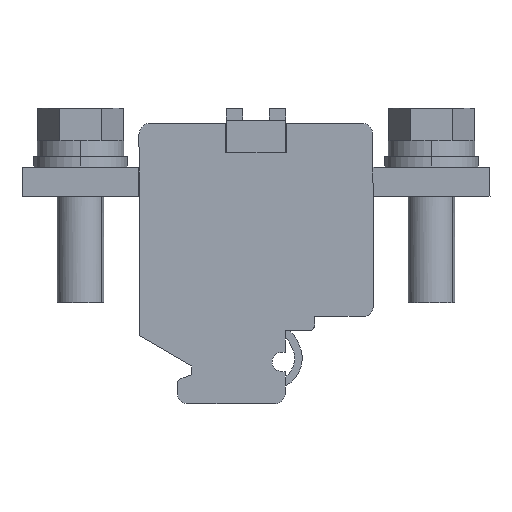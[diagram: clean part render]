
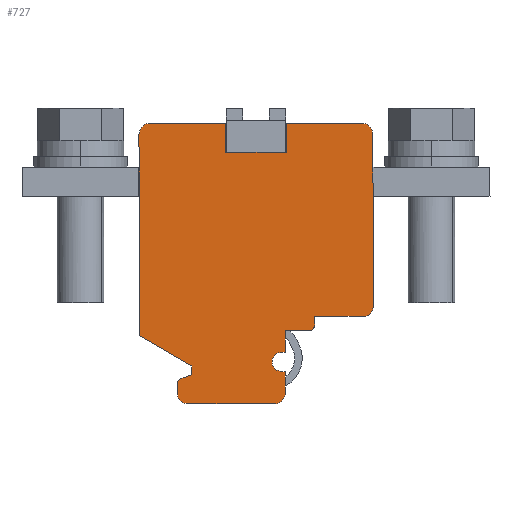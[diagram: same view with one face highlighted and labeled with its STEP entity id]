
A CAD part, left-side view. The second image highlights one B-rep face of the part: STEP entity #727.
In plain terms, the highlighted planar face has unit normal (-1, 0, 0).
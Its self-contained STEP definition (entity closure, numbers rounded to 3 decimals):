
#507=AXIS2_PLACEMENT_3D('Plane Axis2P3D',#504,#505,#506) ;
#525=AXIS2_PLACEMENT_3D('Circle Axis2P3D',#523,#524,$) ;
#560=AXIS2_PLACEMENT_3D('Circle Axis2P3D',#558,#559,$) ;
#574=AXIS2_PLACEMENT_3D('Circle Axis2P3D',#572,#573,$) ;
#588=AXIS2_PLACEMENT_3D('Circle Axis2P3D',#586,#587,$) ;
#623=AXIS2_PLACEMENT_3D('Circle Axis2P3D',#621,#622,$) ;
#651=AXIS2_PLACEMENT_3D('Circle Axis2P3D',#649,#650,$) ;
#672=AXIS2_PLACEMENT_3D('Circle Axis2P3D',#670,#671,$) ;
#686=AXIS2_PLACEMENT_3D('Circle Axis2P3D',#684,#685,$) ;
#317=CARTESIAN_POINT('Vertex',(0.,45.15,43.)) ;
#322=CARTESIAN_POINT('Line Origine',(0.,40.,43.)) ;
#326=CARTESIAN_POINT('Vertex',(0.,34.85,43.)) ;
#482=CARTESIAN_POINT('Vertex',(0.,45.15,48.)) ;
#487=CARTESIAN_POINT('Line Origine',(0.,45.15,45.5)) ;
#504=CARTESIAN_POINT('Axis2P3D Location',(0.,0.,0.)) ;
#509=CARTESIAN_POINT('Line Origine',(0.,34.85,45.5)) ;
#513=CARTESIAN_POINT('Vertex',(0.,34.85,48.)) ;
#516=CARTESIAN_POINT('Line Origine',(0.,51.575,48.)) ;
#520=CARTESIAN_POINT('Vertex',(0.,58.,48.)) ;
#523=CARTESIAN_POINT('Axis2P3D Location',(0.,58.,46.)) ;
#527=CARTESIAN_POINT('Vertex',(0.,60.,46.)) ;
#530=CARTESIAN_POINT('Line Origine',(0.,60.,28.848)) ;
#534=CARTESIAN_POINT('Vertex',(0.,60.,11.696)) ;
#537=CARTESIAN_POINT('Line Origine',(0.,55.5,9.098)) ;
#541=CARTESIAN_POINT('Vertex',(0.,51.,6.5)) ;
#544=CARTESIAN_POINT('Line Origine',(0.,51.,5.75)) ;
#548=CARTESIAN_POINT('Vertex',(0.,51.,5.)) ;
#551=CARTESIAN_POINT('Line Origine',(0.,51.921,4.665)) ;
#555=CARTESIAN_POINT('Vertex',(0.,52.842,4.33)) ;
#558=CARTESIAN_POINT('Axis2P3D Location',(0.,52.5,3.39)) ;
#562=CARTESIAN_POINT('Vertex',(0.,53.5,3.39)) ;
#565=CARTESIAN_POINT('Line Origine',(0.,53.5,2.695)) ;
#569=CARTESIAN_POINT('Vertex',(0.,53.5,2.)) ;
#572=CARTESIAN_POINT('Axis2P3D Location',(0.,51.5,2.)) ;
#576=CARTESIAN_POINT('Vertex',(0.,51.5,0.)) ;
#579=CARTESIAN_POINT('Line Origine',(0.,44.25,0.)) ;
#583=CARTESIAN_POINT('Vertex',(0.,37.,0.)) ;
#586=CARTESIAN_POINT('Axis2P3D Location',(0.,37.,2.)) ;
#590=CARTESIAN_POINT('Vertex',(0.,35.,2.)) ;
#593=CARTESIAN_POINT('Line Origine',(0.,35.,2.537)) ;
#597=CARTESIAN_POINT('Vertex',(0.,35.,3.075)) ;
#600=CARTESIAN_POINT('Line Origine',(0.,35.,3.837)) ;
#604=CARTESIAN_POINT('Vertex',(0.,35.,4.6)) ;
#607=CARTESIAN_POINT('Line Origine',(0.,35.,5.075)) ;
#611=CARTESIAN_POINT('Vertex',(0.,35.,5.55)) ;
#614=CARTESIAN_POINT('Line Origine',(0.,35.3,5.55)) ;
#618=CARTESIAN_POINT('Vertex',(0.,35.6,5.55)) ;
#621=CARTESIAN_POINT('Axis2P3D Location',(0.,35.6,7.2)) ;
#625=CARTESIAN_POINT('Vertex',(0.,35.6,8.85)) ;
#628=CARTESIAN_POINT('Line Origine',(0.,35.3,8.85)) ;
#632=CARTESIAN_POINT('Vertex',(0.,35.,8.85)) ;
#635=CARTESIAN_POINT('Line Origine',(0.,35.,10.675)) ;
#639=CARTESIAN_POINT('Vertex',(0.,35.,12.5)) ;
#642=CARTESIAN_POINT('Line Origine',(0.,33.,12.5)) ;
#646=CARTESIAN_POINT('Vertex',(0.,31.,12.5)) ;
#649=CARTESIAN_POINT('Axis2P3D Location',(0.,31.,13.5)) ;
#653=CARTESIAN_POINT('Vertex',(0.,30.,13.5)) ;
#656=CARTESIAN_POINT('Line Origine',(0.,30.,14.25)) ;
#660=CARTESIAN_POINT('Vertex',(0.,30.,15.)) ;
#663=CARTESIAN_POINT('Line Origine',(0.,25.75,15.)) ;
#667=CARTESIAN_POINT('Vertex',(0.,21.5,15.)) ;
#670=CARTESIAN_POINT('Axis2P3D Location',(0.,21.5,16.5)) ;
#674=CARTESIAN_POINT('Vertex',(0.,20.,16.5)) ;
#677=CARTESIAN_POINT('Line Origine',(0.,20.,31.25)) ;
#681=CARTESIAN_POINT('Vertex',(0.,20.,46.)) ;
#684=CARTESIAN_POINT('Axis2P3D Location',(0.,22.,46.)) ;
#688=CARTESIAN_POINT('Vertex',(0.,22.,48.)) ;
#691=CARTESIAN_POINT('Line Origine',(0.,28.425,48.)) ;
#323=DIRECTION('Vector Direction',(0.,-1.,0.)) ;
#488=DIRECTION('Vector Direction',(0.,0.,1.)) ;
#505=DIRECTION('Axis2P3D Direction',(1.,0.,0.)) ;
#506=DIRECTION('Axis2P3D XDirection',(0.,1.,0.)) ;
#510=DIRECTION('Vector Direction',(0.,0.,1.)) ;
#517=DIRECTION('Vector Direction',(0.,-1.,0.)) ;
#524=DIRECTION('Axis2P3D Direction',(1.,0.,0.)) ;
#531=DIRECTION('Vector Direction',(0.,0.,1.)) ;
#538=DIRECTION('Vector Direction',(0.,0.866,0.5)) ;
#545=DIRECTION('Vector Direction',(0.,0.,1.)) ;
#552=DIRECTION('Vector Direction',(0.,-0.94,0.342)) ;
#559=DIRECTION('Axis2P3D Direction',(1.,0.,0.)) ;
#566=DIRECTION('Vector Direction',(0.,0.,1.)) ;
#573=DIRECTION('Axis2P3D Direction',(1.,0.,0.)) ;
#580=DIRECTION('Vector Direction',(0.,-1.,0.)) ;
#587=DIRECTION('Axis2P3D Direction',(1.,0.,0.)) ;
#594=DIRECTION('Vector Direction',(0.,0.,1.)) ;
#601=DIRECTION('Vector Direction',(0.,0.,1.)) ;
#608=DIRECTION('Vector Direction',(0.,0.,1.)) ;
#615=DIRECTION('Vector Direction',(0.,-1.,0.)) ;
#622=DIRECTION('Axis2P3D Direction',(1.,0.,0.)) ;
#629=DIRECTION('Vector Direction',(0.,-1.,0.)) ;
#636=DIRECTION('Vector Direction',(0.,0.,1.)) ;
#643=DIRECTION('Vector Direction',(0.,-1.,0.)) ;
#650=DIRECTION('Axis2P3D Direction',(1.,0.,0.)) ;
#657=DIRECTION('Vector Direction',(0.,0.,1.)) ;
#664=DIRECTION('Vector Direction',(0.,-1.,0.)) ;
#671=DIRECTION('Axis2P3D Direction',(1.,0.,0.)) ;
#678=DIRECTION('Vector Direction',(0.,0.,1.)) ;
#685=DIRECTION('Axis2P3D Direction',(1.,0.,0.)) ;
#692=DIRECTION('Vector Direction',(0.,-1.,0.)) ;
#324=VECTOR('Line Direction',#323,1.) ;
#489=VECTOR('Line Direction',#488,1.) ;
#511=VECTOR('Line Direction',#510,1.) ;
#518=VECTOR('Line Direction',#517,1.) ;
#532=VECTOR('Line Direction',#531,1.) ;
#539=VECTOR('Line Direction',#538,1.) ;
#546=VECTOR('Line Direction',#545,1.) ;
#553=VECTOR('Line Direction',#552,1.) ;
#567=VECTOR('Line Direction',#566,1.) ;
#581=VECTOR('Line Direction',#580,1.) ;
#595=VECTOR('Line Direction',#594,1.) ;
#602=VECTOR('Line Direction',#601,1.) ;
#609=VECTOR('Line Direction',#608,1.) ;
#616=VECTOR('Line Direction',#615,1.) ;
#630=VECTOR('Line Direction',#629,1.) ;
#637=VECTOR('Line Direction',#636,1.) ;
#644=VECTOR('Line Direction',#643,1.) ;
#658=VECTOR('Line Direction',#657,1.) ;
#665=VECTOR('Line Direction',#664,1.) ;
#679=VECTOR('Line Direction',#678,1.) ;
#693=VECTOR('Line Direction',#692,1.) ;
#697=ORIENTED_EDGE('',*,*,#515,.F.) ;
#698=ORIENTED_EDGE('',*,*,#328,.F.) ;
#699=ORIENTED_EDGE('',*,*,#491,.F.) ;
#700=ORIENTED_EDGE('',*,*,#522,.F.) ;
#701=ORIENTED_EDGE('',*,*,#529,.F.) ;
#702=ORIENTED_EDGE('',*,*,#536,.F.) ;
#703=ORIENTED_EDGE('',*,*,#543,.F.) ;
#704=ORIENTED_EDGE('',*,*,#550,.F.) ;
#705=ORIENTED_EDGE('',*,*,#557,.F.) ;
#706=ORIENTED_EDGE('',*,*,#564,.F.) ;
#707=ORIENTED_EDGE('',*,*,#571,.F.) ;
#708=ORIENTED_EDGE('',*,*,#578,.F.) ;
#709=ORIENTED_EDGE('',*,*,#585,.F.) ;
#710=ORIENTED_EDGE('',*,*,#592,.F.) ;
#711=ORIENTED_EDGE('',*,*,#599,.F.) ;
#712=ORIENTED_EDGE('',*,*,#606,.T.) ;
#713=ORIENTED_EDGE('',*,*,#613,.F.) ;
#714=ORIENTED_EDGE('',*,*,#620,.F.) ;
#715=ORIENTED_EDGE('',*,*,#627,.F.) ;
#716=ORIENTED_EDGE('',*,*,#634,.F.) ;
#717=ORIENTED_EDGE('',*,*,#641,.F.) ;
#718=ORIENTED_EDGE('',*,*,#648,.F.) ;
#719=ORIENTED_EDGE('',*,*,#655,.F.) ;
#720=ORIENTED_EDGE('',*,*,#662,.F.) ;
#721=ORIENTED_EDGE('',*,*,#669,.F.) ;
#722=ORIENTED_EDGE('',*,*,#676,.F.) ;
#723=ORIENTED_EDGE('',*,*,#683,.F.) ;
#724=ORIENTED_EDGE('',*,*,#690,.F.) ;
#725=ORIENTED_EDGE('',*,*,#695,.F.) ;
#727=ADVANCED_FACE('V1',(#726),#508,.F.) ;
#526=CIRCLE('generated circle',#525,2.) ;
#561=CIRCLE('generated circle',#560,1.) ;
#575=CIRCLE('generated circle',#574,2.) ;
#589=CIRCLE('generated circle',#588,2.) ;
#624=CIRCLE('generated circle',#623,1.65) ;
#652=CIRCLE('generated circle',#651,1.) ;
#673=CIRCLE('generated circle',#672,1.5) ;
#687=CIRCLE('generated circle',#686,2.) ;
#328=EDGE_CURVE('',#318,#327,#325,.T.) ;
#491=EDGE_CURVE('',#483,#318,#490,.F.) ;
#515=EDGE_CURVE('',#327,#514,#512,.T.) ;
#522=EDGE_CURVE('',#521,#483,#519,.T.) ;
#529=EDGE_CURVE('',#528,#521,#526,.T.) ;
#536=EDGE_CURVE('',#535,#528,#533,.T.) ;
#543=EDGE_CURVE('',#542,#535,#540,.T.) ;
#550=EDGE_CURVE('',#549,#542,#547,.T.) ;
#557=EDGE_CURVE('',#556,#549,#554,.T.) ;
#564=EDGE_CURVE('',#563,#556,#561,.T.) ;
#571=EDGE_CURVE('',#570,#563,#568,.T.) ;
#578=EDGE_CURVE('',#577,#570,#575,.T.) ;
#585=EDGE_CURVE('',#584,#577,#582,.F.) ;
#592=EDGE_CURVE('',#591,#584,#589,.T.) ;
#599=EDGE_CURVE('',#598,#591,#596,.F.) ;
#606=EDGE_CURVE('',#598,#605,#603,.T.) ;
#613=EDGE_CURVE('',#612,#605,#610,.F.) ;
#620=EDGE_CURVE('',#619,#612,#617,.T.) ;
#627=EDGE_CURVE('',#626,#619,#624,.F.) ;
#634=EDGE_CURVE('',#633,#626,#631,.F.) ;
#641=EDGE_CURVE('',#640,#633,#638,.F.) ;
#648=EDGE_CURVE('',#647,#640,#645,.F.) ;
#655=EDGE_CURVE('',#654,#647,#652,.T.) ;
#662=EDGE_CURVE('',#661,#654,#659,.F.) ;
#669=EDGE_CURVE('',#668,#661,#666,.F.) ;
#676=EDGE_CURVE('',#675,#668,#673,.T.) ;
#683=EDGE_CURVE('',#682,#675,#680,.F.) ;
#690=EDGE_CURVE('',#689,#682,#687,.T.) ;
#695=EDGE_CURVE('',#514,#689,#694,.T.) ;
#696=EDGE_LOOP('',(#697,#698,#699,#700,#701,#702,#703,#704,#705,#706,#707,#708,#709,#710,#711,#712,#713,#714,#715,#716,#717,#718,#719,#720,#721,#722,#723,#724,#725)) ;
#726=FACE_OUTER_BOUND('',#696,.T.) ;
#325=LINE('Line',#322,#324) ;
#490=LINE('Line',#487,#489) ;
#512=LINE('Line',#509,#511) ;
#519=LINE('Line',#516,#518) ;
#533=LINE('Line',#530,#532) ;
#540=LINE('Line',#537,#539) ;
#547=LINE('Line',#544,#546) ;
#554=LINE('Line',#551,#553) ;
#568=LINE('Line',#565,#567) ;
#582=LINE('Line',#579,#581) ;
#596=LINE('Line',#593,#595) ;
#603=LINE('Line',#600,#602) ;
#610=LINE('Line',#607,#609) ;
#617=LINE('Line',#614,#616) ;
#631=LINE('Line',#628,#630) ;
#638=LINE('Line',#635,#637) ;
#645=LINE('Line',#642,#644) ;
#659=LINE('Line',#656,#658) ;
#666=LINE('Line',#663,#665) ;
#680=LINE('Line',#677,#679) ;
#694=LINE('Line',#691,#693) ;
#508=PLANE('',#507) ;
#318=VERTEX_POINT('',#317) ;
#327=VERTEX_POINT('',#326) ;
#483=VERTEX_POINT('',#482) ;
#514=VERTEX_POINT('',#513) ;
#521=VERTEX_POINT('',#520) ;
#528=VERTEX_POINT('',#527) ;
#535=VERTEX_POINT('',#534) ;
#542=VERTEX_POINT('',#541) ;
#549=VERTEX_POINT('',#548) ;
#556=VERTEX_POINT('',#555) ;
#563=VERTEX_POINT('',#562) ;
#570=VERTEX_POINT('',#569) ;
#577=VERTEX_POINT('',#576) ;
#584=VERTEX_POINT('',#583) ;
#591=VERTEX_POINT('',#590) ;
#598=VERTEX_POINT('',#597) ;
#605=VERTEX_POINT('',#604) ;
#612=VERTEX_POINT('',#611) ;
#619=VERTEX_POINT('',#618) ;
#626=VERTEX_POINT('',#625) ;
#633=VERTEX_POINT('',#632) ;
#640=VERTEX_POINT('',#639) ;
#647=VERTEX_POINT('',#646) ;
#654=VERTEX_POINT('',#653) ;
#661=VERTEX_POINT('',#660) ;
#668=VERTEX_POINT('',#667) ;
#675=VERTEX_POINT('',#674) ;
#682=VERTEX_POINT('',#681) ;
#689=VERTEX_POINT('',#688) ;
